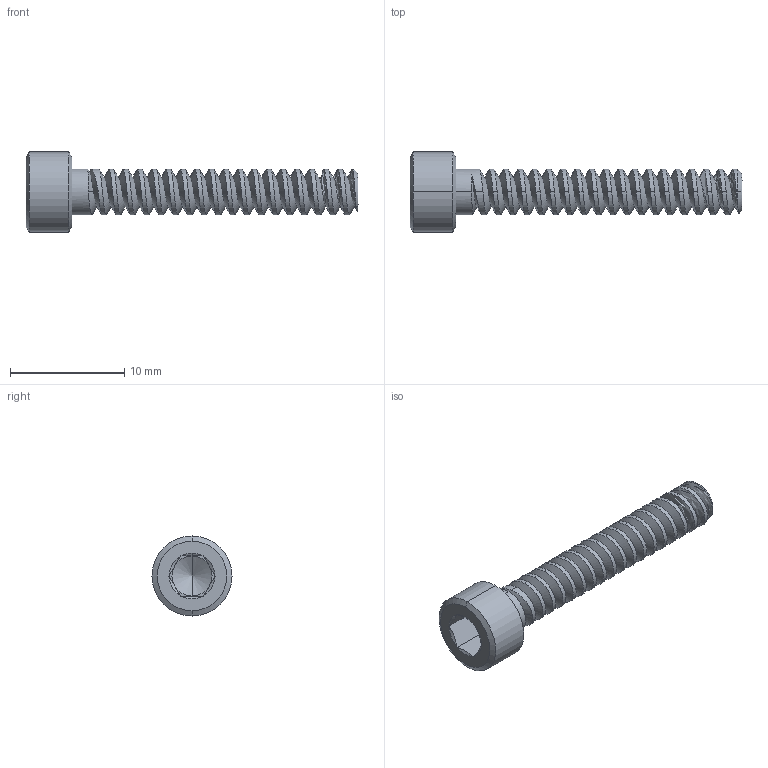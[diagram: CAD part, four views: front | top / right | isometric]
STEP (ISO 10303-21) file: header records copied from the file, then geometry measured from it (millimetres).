
FILE_DESCRIPTION (( 'STEP AP214' ), '1' );
FILE_NAME ('TORNILLO DIN-912.STEP', '2016-01-09T06:50:26', ( '' ), ( '' ), 'SwSTEP 2.0', 'SolidWorks 2015', '' );
FILE_SCHEMA (( 'AUTOMOTIVE_DESIGN' ));
Length unit declared in the file: millimetre
Products named in the file (1): TORNILLO DIN-912
Bounding box: 29 x 7 x 7 mm (x, y, z)
Volume: 360.2 mm3; surface area: 632.4 mm2
Topology: 1 solids, 1 shells, 77 faces, 207 edges, 132 vertices
Faces by surface type: cylinder 41, cone 16, plane 16, bspline 4
Entity records: 4112 total; most frequent: CARTESIAN_POINT 2410, ORIENTED_EDGE 410, DIRECTION 290, EDGE_CURVE 205, VERTEX_POINT 132, AXIS2_PLACEMENT_3D 102, LINE 86, VECTOR 86
